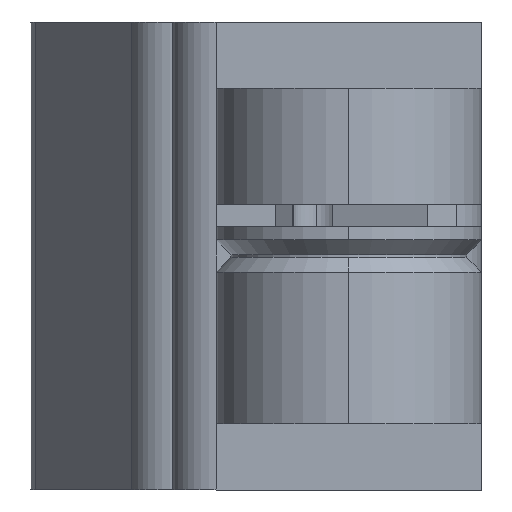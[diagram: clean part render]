
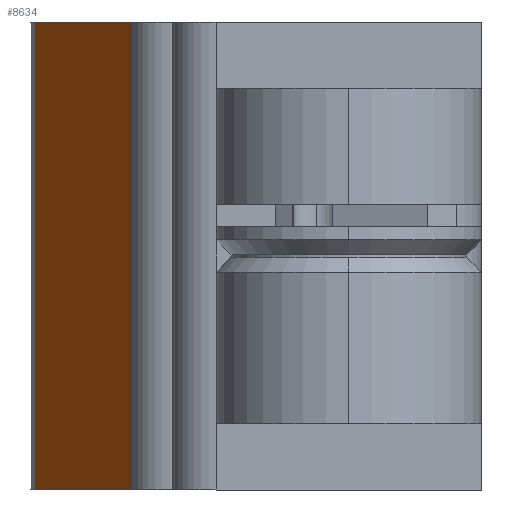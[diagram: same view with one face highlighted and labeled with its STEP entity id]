
A CAD part, front view. The second image highlights one B-rep face of the part: STEP entity #8634.
In plain terms, the highlighted face is planar.
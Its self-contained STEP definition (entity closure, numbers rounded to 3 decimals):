
#13 = DIRECTION ( 'NONE',  ( 0., -0.259, 0.966 ) ) ;
#83 = VECTOR ( 'NONE', #5726, 1000. ) ;
#169 = ORIENTED_EDGE ( 'NONE', *, *, #4430, .T. ) ;
#782 = CARTESIAN_POINT ( 'NONE',  ( 15.875, 14.751, -71.467 ) ) ;
#960 = EDGE_CURVE ( 'NONE', #8410, #1717, #1498, .T. ) ;
#977 = CARTESIAN_POINT ( 'NONE',  ( 15.875, 14.751, -71.467 ) ) ;
#1476 = DIRECTION ( 'NONE',  ( 0., -0.259, 0.966 ) ) ;
#1498 = LINE ( 'NONE', #2776, #3313 ) ;
#1717 = VERTEX_POINT ( 'NONE', #3043 ) ;
#1899 = CARTESIAN_POINT ( 'NONE',  ( -60.596, 14.751, -71.467 ) ) ;
#2040 = LINE ( 'NONE', #7720, #5862 ) ;
#2455 = ORIENTED_EDGE ( 'NONE', *, *, #2603, .F. ) ;
#2603 = EDGE_CURVE ( 'NONE', #9181, #5796, #3881, .T. ) ;
#2776 = CARTESIAN_POINT ( 'NONE',  ( -15.875, 14.751, -71.467 ) ) ;
#2885 = ORIENTED_EDGE ( 'NONE', *, *, #6036, .F. ) ;
#3043 = CARTESIAN_POINT ( 'NONE',  ( -15.875, 21.269, -95.793 ) ) ;
#3313 = VECTOR ( 'NONE', #8154, 1000. ) ;
#3471 = AXIS2_PLACEMENT_3D ( 'NONE', #9955, #6070, #1476 ) ;
#3881 = LINE ( 'NONE', #782, #7745 ) ;
#4316 = EDGE_LOOP ( 'NONE', ( #7057, #169, #2455, #2885 ) ) ;
#4430 = EDGE_CURVE ( 'NONE', #8410, #5796, #8067, .T. ) ;
#5318 = PLANE ( 'NONE',  #3471 ) ;
#5726 = DIRECTION ( 'NONE',  ( 1., 0., 0. ) ) ;
#5796 = VERTEX_POINT ( 'NONE', #977 ) ;
#5827 = FACE_OUTER_BOUND ( 'NONE', #4316, .T. ) ;
#5862 = VECTOR ( 'NONE', #6146, 1000. ) ;
#6036 = EDGE_CURVE ( 'NONE', #1717, #9181, #2040, .T. ) ;
#6070 = DIRECTION ( 'NONE',  ( 0., 0.966, 0.259 ) ) ;
#6146 = DIRECTION ( 'NONE',  ( 1., 0., 0. ) ) ;
#7057 = ORIENTED_EDGE ( 'NONE', *, *, #960, .F. ) ;
#7279 = CARTESIAN_POINT ( 'NONE',  ( 15.875, 21.269, -95.793 ) ) ;
#7720 = CARTESIAN_POINT ( 'NONE',  ( -60.596, 21.269, -95.793 ) ) ;
#7745 = VECTOR ( 'NONE', #13, 1000. ) ;
#8067 = LINE ( 'NONE', #1899, #83 ) ;
#8095 = CARTESIAN_POINT ( 'NONE',  ( -15.875, 14.751, -71.467 ) ) ;
#8154 = DIRECTION ( 'NONE',  ( 0., 0.259, -0.966 ) ) ;
#8410 = VERTEX_POINT ( 'NONE', #8095 ) ;
#8634 = ADVANCED_FACE ( 'NONE', ( #5827 ), #5318, .T. ) ;
#9181 = VERTEX_POINT ( 'NONE', #7279 ) ;
#9955 = CARTESIAN_POINT ( 'NONE',  ( -60.596, 14.751, -71.467 ) ) ;
